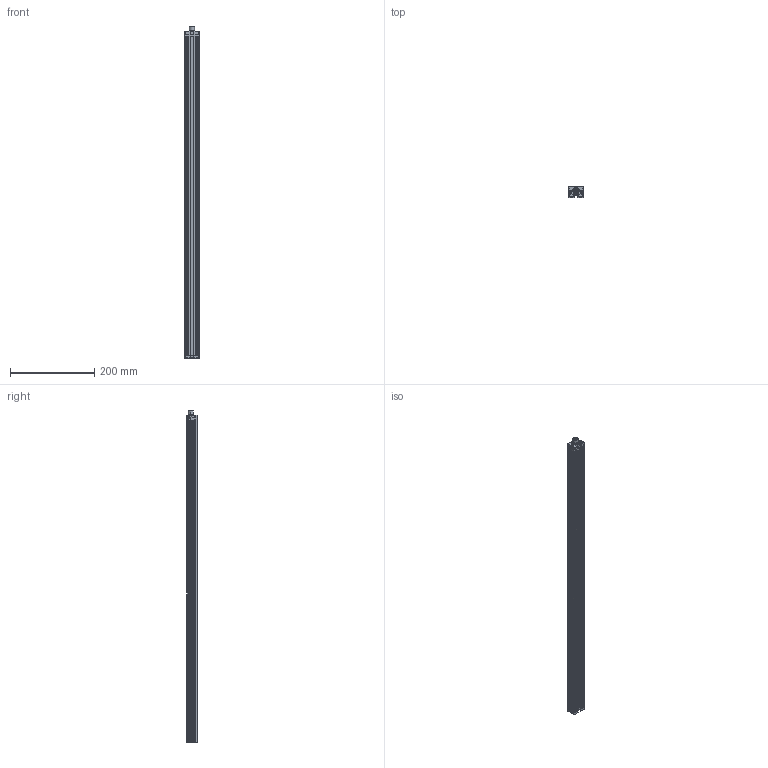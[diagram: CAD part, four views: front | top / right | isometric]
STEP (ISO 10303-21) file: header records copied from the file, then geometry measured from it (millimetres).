
FILE_DESCRIPTION (( 'STEP AP203' ), '1' );
FILE_NAME ('TF1-700-001-___-102.STEP', '2017-08-02T13:10:45', ( 'dummy' ), ( 'Microsoft' ), 'SwSTEP 2.0', 'SolidWorks 2014', '' );
FILE_SCHEMA (( 'CONFIG_CONTROL_DESIGN' ));
Length unit declared in the file: millimetre
Products named in the file (1): TF1-700-001-___-102
Bounding box: 35 x 25.05 x 789.5 mm (x, y, z)
Surface area: 133591 mm2 (no closed solid volume)
Topology: 0 solids, 29 shells, 357 faces, 1715 edges, 1359 vertices
Faces by surface type: plane 172, cylinder 157, cone 16, torus 12
Entity records: 17391 total; most frequent: CARTESIAN_POINT 4055, DIRECTION 2889, ORIENTED_EDGE 2229, EDGE_CURVE 1715, VERTEX_POINT 1359, VECTOR 997, LINE 997, AXIS2_PLACEMENT_3D 946
